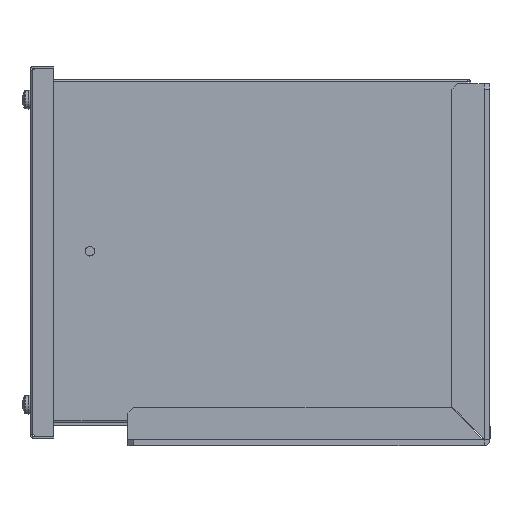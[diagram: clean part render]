
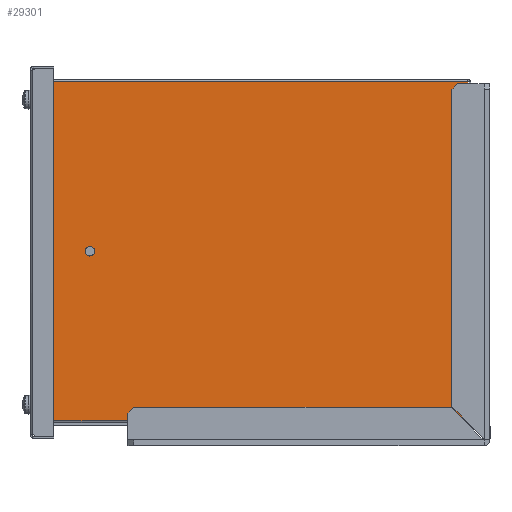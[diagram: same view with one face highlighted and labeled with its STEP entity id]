
A CAD part, left-side view. The second image highlights one B-rep face of the part: STEP entity #29301.
In plain terms, the highlighted planar face has unit normal (-1, 0, 0).
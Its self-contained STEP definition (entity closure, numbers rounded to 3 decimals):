
#88 = ORIENTED_EDGE ( 'NONE', *, *, #3291, .F. ) ;
#384 = DIRECTION ( 'NONE',  ( 0., 0., 1. ) ) ;
#541 = DIRECTION ( 'NONE',  ( 0., 1., 0. ) ) ;
#732 = LINE ( 'NONE', #29294, #21934 ) ;
#812 = VERTEX_POINT ( 'NONE', #10163 ) ;
#872 = VECTOR ( 'NONE', #31797, 1000. ) ;
#1417 = VECTOR ( 'NONE', #30978, 1000. ) ;
#1855 = FACE_BOUND ( 'NONE', #30250, .T. ) ;
#1883 = PLANE ( 'NONE',  #8795 ) ;
#2419 = ORIENTED_EDGE ( 'NONE', *, *, #11672, .F. ) ;
#2798 = CARTESIAN_POINT ( 'NONE',  ( -140., -113.9, -178.9 ) ) ;
#3291 = EDGE_CURVE ( 'NONE', #812, #30605, #20377, .T. ) ;
#3305 = EDGE_LOOP ( 'NONE', ( #21461, #7830, #24743, #18427, #28745, #12111, #27686, #32839, #30725, #88, #14168, #7575 ) ) ;
#4029 = EDGE_CURVE ( 'NONE', #25066, #18181, #4326, .T. ) ;
#4131 = EDGE_CURVE ( 'NONE', #25066, #18100, #22956, .T. ) ;
#4326 = LINE ( 'NONE', #28454, #5186 ) ;
#4730 = VECTOR ( 'NONE', #384, 1000. ) ;
#5186 = VECTOR ( 'NONE', #8814, 1000. ) ;
#5248 = VECTOR ( 'NONE', #26097, 1000. ) ;
#6268 = LINE ( 'NONE', #26093, #35426 ) ;
#6617 = EDGE_CURVE ( 'NONE', #812, #13219, #26771, .T. ) ;
#6957 = EDGE_CURVE ( 'NONE', #16779, #13657, #22909, .T. ) ;
#7334 = EDGE_CURVE ( 'NONE', #14534, #20804, #28392, .T. ) ;
#7575 = ORIENTED_EDGE ( 'NONE', *, *, #15912, .F. ) ;
#7812 = CARTESIAN_POINT ( 'NONE',  ( -140., -113.9, -1.9 ) ) ;
#7830 = ORIENTED_EDGE ( 'NONE', *, *, #33940, .F. ) ;
#8473 = AXIS2_PLACEMENT_3D ( 'NONE', #14275, #14178, #14149 ) ;
#8795 = AXIS2_PLACEMENT_3D ( 'NONE', #32177, #15809, #34878 ) ;
#8814 = DIRECTION ( 'NONE',  ( 0., -1., 0. ) ) ;
#9565 = CARTESIAN_POINT ( 'NONE',  ( -140., 0., -178.859 ) ) ;
#9794 = DIRECTION ( 'NONE',  ( 0., 1., 0. ) ) ;
#10163 = CARTESIAN_POINT ( 'NONE',  ( -140., -113.9, -178.859 ) ) ;
#10194 = VECTOR ( 'NONE', #32449, 1000. ) ;
#11672 = EDGE_CURVE ( 'NONE', #13787, #18003, #33012, .T. ) ;
#11792 = CARTESIAN_POINT ( 'NONE',  ( -140., -113.859, 0. ) ) ;
#12111 = ORIENTED_EDGE ( 'NONE', *, *, #29554, .F. ) ;
#12226 = CARTESIAN_POINT ( 'NONE',  ( -140., -113.4, -1.9 ) ) ;
#13047 = VECTOR ( 'NONE', #9794, 1000. ) ;
#13219 = VERTEX_POINT ( 'NONE', #7812 ) ;
#13626 = EDGE_CURVE ( 'NONE', #18003, #13787, #15403, .T. ) ;
#13657 = VERTEX_POINT ( 'NONE', #29104 ) ;
#13787 = VERTEX_POINT ( 'NONE', #26369 ) ;
#14149 = DIRECTION ( 'NONE',  ( 0., 0., 1. ) ) ;
#14168 = ORIENTED_EDGE ( 'NONE', *, *, #6617, .T. ) ;
#14178 = DIRECTION ( 'NONE',  ( -1., 0., 0. ) ) ;
#14275 = CARTESIAN_POINT ( 'NONE',  ( -140., 85., -90. ) ) ;
#14509 = ORIENTED_EDGE ( 'NONE', *, *, #13626, .F. ) ;
#14534 = VERTEX_POINT ( 'NONE', #14904 ) ;
#14904 = CARTESIAN_POINT ( 'NONE',  ( -140., -113.4, -1.1 ) ) ;
#15355 = CARTESIAN_POINT ( 'NONE',  ( -140., 113.4, -1.9 ) ) ;
#15403 = CIRCLE ( 'NONE', #25859, 2.5 ) ;
#15553 = VECTOR ( 'NONE', #19148, 1000. ) ;
#15809 = DIRECTION ( 'NONE',  ( 1., 0., 0. ) ) ;
#15912 = EDGE_CURVE ( 'NONE', #20804, #13219, #19948, .T. ) ;
#16085 = CARTESIAN_POINT ( 'NONE',  ( -140., -115., -1.1 ) ) ;
#16324 = VERTEX_POINT ( 'NONE', #26811 ) ;
#16568 = FACE_OUTER_BOUND ( 'NONE', #3305, .T. ) ;
#16779 = VERTEX_POINT ( 'NONE', #15355 ) ;
#17593 = CARTESIAN_POINT ( 'NONE',  ( -140., -113.4, -1.9 ) ) ;
#17905 = DIRECTION ( 'NONE',  ( 0., 0., -1. ) ) ;
#18003 = VERTEX_POINT ( 'NONE', #31284 ) ;
#18100 = VERTEX_POINT ( 'NONE', #27018 ) ;
#18181 = VERTEX_POINT ( 'NONE', #26902 ) ;
#18270 = VERTEX_POINT ( 'NONE', #22219 ) ;
#18427 = ORIENTED_EDGE ( 'NONE', *, *, #20926, .F. ) ;
#19129 = LINE ( 'NONE', #11792, #1417 ) ;
#19148 = DIRECTION ( 'NONE',  ( 0., 0., 1. ) ) ;
#19261 = LINE ( 'NONE', #16085, #10194 ) ;
#19854 = CARTESIAN_POINT ( 'NONE',  ( -140., 0., -178.859 ) ) ;
#19948 = LINE ( 'NONE', #33773, #5248 ) ;
#20377 = LINE ( 'NONE', #9565, #13047 ) ;
#20804 = VERTEX_POINT ( 'NONE', #12226 ) ;
#20926 = EDGE_CURVE ( 'NONE', #18270, #16779, #732, .T. ) ;
#21028 = DIRECTION ( 'NONE',  ( 0., 0., -1. ) ) ;
#21461 = ORIENTED_EDGE ( 'NONE', *, *, #7334, .F. ) ;
#21868 = CARTESIAN_POINT ( 'NONE',  ( -140., 113.859, 0. ) ) ;
#21934 = VECTOR ( 'NONE', #31993, 1000. ) ;
#22219 = CARTESIAN_POINT ( 'NONE',  ( -140., 113.9, -1.9 ) ) ;
#22470 = CARTESIAN_POINT ( 'NONE',  ( -140., -113.859, -178.859 ) ) ;
#22539 = EDGE_CURVE ( 'NONE', #18270, #16324, #6268, .T. ) ;
#22615 = LINE ( 'NONE', #19854, #29861 ) ;
#22909 = LINE ( 'NONE', #35565, #15553 ) ;
#22956 = LINE ( 'NONE', #21868, #872 ) ;
#24743 = ORIENTED_EDGE ( 'NONE', *, *, #6957, .F. ) ;
#25066 = VERTEX_POINT ( 'NONE', #32082 ) ;
#25859 = AXIS2_PLACEMENT_3D ( 'NONE', #29275, #29266, #29230 ) ;
#26093 = CARTESIAN_POINT ( 'NONE',  ( -140., 113.9, -1.1 ) ) ;
#26097 = DIRECTION ( 'NONE',  ( 0., -1., 0. ) ) ;
#26369 = CARTESIAN_POINT ( 'NONE',  ( -140., 85., -92.5 ) ) ;
#26718 = EDGE_CURVE ( 'NONE', #30605, #18181, #19129, .T. ) ;
#26771 = LINE ( 'NONE', #2798, #4730 ) ;
#26811 = CARTESIAN_POINT ( 'NONE',  ( -140., 113.9, -178.859 ) ) ;
#26902 = CARTESIAN_POINT ( 'NONE',  ( -140., -113.859, -178.9 ) ) ;
#27018 = CARTESIAN_POINT ( 'NONE',  ( -140., 113.859, -178.859 ) ) ;
#27686 = ORIENTED_EDGE ( 'NONE', *, *, #4131, .F. ) ;
#28392 = LINE ( 'NONE', #17593, #33872 ) ;
#28454 = CARTESIAN_POINT ( 'NONE',  ( -140., 113.9, -178.9 ) ) ;
#28745 = ORIENTED_EDGE ( 'NONE', *, *, #22539, .T. ) ;
#29104 = CARTESIAN_POINT ( 'NONE',  ( -140., 113.4, -1.1 ) ) ;
#29230 = DIRECTION ( 'NONE',  ( 0., 0., 1. ) ) ;
#29266 = DIRECTION ( 'NONE',  ( -1., 0., 0. ) ) ;
#29275 = CARTESIAN_POINT ( 'NONE',  ( -140., 85., -90. ) ) ;
#29294 = CARTESIAN_POINT ( 'NONE',  ( -140., 0., -1.9 ) ) ;
#29301 = ADVANCED_FACE ( 'NONE', ( #1855, #16568 ), #1883, .F. ) ;
#29554 = EDGE_CURVE ( 'NONE', #18100, #16324, #22615, .T. ) ;
#29861 = VECTOR ( 'NONE', #541, 1000. ) ;
#30250 = EDGE_LOOP ( 'NONE', ( #14509, #2419 ) ) ;
#30605 = VERTEX_POINT ( 'NONE', #22470 ) ;
#30725 = ORIENTED_EDGE ( 'NONE', *, *, #26718, .F. ) ;
#30978 = DIRECTION ( 'NONE',  ( 0., 0., -1. ) ) ;
#31284 = CARTESIAN_POINT ( 'NONE',  ( -140., 85., -87.5 ) ) ;
#31797 = DIRECTION ( 'NONE',  ( 0., 0., 1. ) ) ;
#31993 = DIRECTION ( 'NONE',  ( 0., -1., 0. ) ) ;
#32082 = CARTESIAN_POINT ( 'NONE',  ( -140., 113.859, -178.9 ) ) ;
#32177 = CARTESIAN_POINT ( 'NONE',  ( -140., 0., 0. ) ) ;
#32449 = DIRECTION ( 'NONE',  ( 0., -1., 0. ) ) ;
#32839 = ORIENTED_EDGE ( 'NONE', *, *, #4029, .T. ) ;
#33012 = CIRCLE ( 'NONE', #8473, 2.5 ) ;
#33773 = CARTESIAN_POINT ( 'NONE',  ( -140., -117.4, -1.9 ) ) ;
#33872 = VECTOR ( 'NONE', #21028, 1000. ) ;
#33940 = EDGE_CURVE ( 'NONE', #13657, #14534, #19261, .T. ) ;
#34878 = DIRECTION ( 'NONE',  ( 0., 0., -1. ) ) ;
#35426 = VECTOR ( 'NONE', #17905, 1000. ) ;
#35565 = CARTESIAN_POINT ( 'NONE',  ( -140., 113.4, 0. ) ) ;
